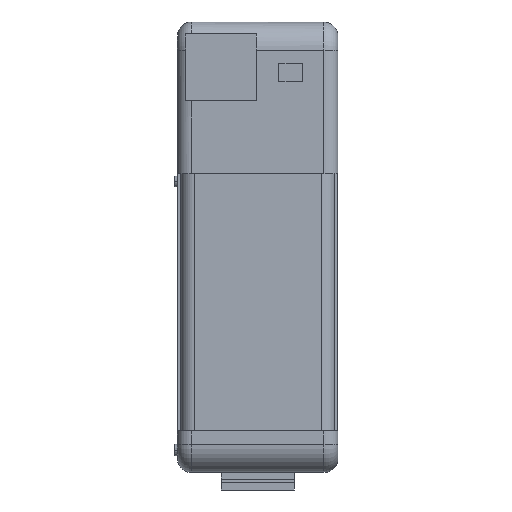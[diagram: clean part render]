
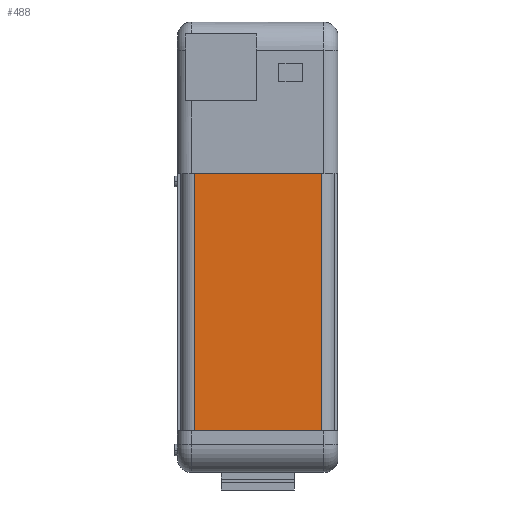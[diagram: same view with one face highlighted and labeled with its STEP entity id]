
A CAD part, front view. The second image highlights one B-rep face of the part: STEP entity #488.
In plain terms, the highlighted planar face has unit normal (0, -1, 0).
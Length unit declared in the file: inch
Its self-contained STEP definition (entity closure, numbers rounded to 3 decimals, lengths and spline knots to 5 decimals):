
#38 = EDGE_CURVE ( 'NONE', #11295, #15429, #1221, .T. ) ;
#191 = EDGE_CURVE ( 'NONE', #13660, #10726, #7179, .T. ) ;
#488 = ADVANCED_FACE ( 'NONE', ( #7353 ), #1511, .T. ) ;
#829 = AXIS2_PLACEMENT_3D ( 'NONE', #2802, #11402, #4033 ) ;
#1221 = LINE ( 'NONE', #8296, #4495 ) ;
#1511 = PLANE ( 'NONE',  #829 ) ;
#2802 = CARTESIAN_POINT ( 'NONE',  ( 0.5625, -2.9225, 0.655 ) ) ;
#3067 = ORIENTED_EDGE ( 'NONE', *, *, #13570, .F. ) ;
#3639 = CARTESIAN_POINT ( 'NONE',  ( 0.5625, -2.9225, -1.63 ) ) ;
#4033 = DIRECTION ( 'NONE',  ( 0., 0., -1. ) ) ;
#4495 = VECTOR ( 'NONE', #15677, 39.37008 ) ;
#4520 = ORIENTED_EDGE ( 'NONE', *, *, #191, .F. ) ;
#4633 = DIRECTION ( 'NONE',  ( 0., 0., -1. ) ) ;
#5274 = EDGE_CURVE ( 'NONE', #13660, #11295, #6031, .T. ) ;
#5881 = CARTESIAN_POINT ( 'NONE',  ( -0.5625, -2.9225, 0.655 ) ) ;
#6031 = LINE ( 'NONE', #6219, #12594 ) ;
#6219 = CARTESIAN_POINT ( 'NONE',  ( 0.5625, -2.9225, 0.655 ) ) ;
#6601 = CARTESIAN_POINT ( 'NONE',  ( -0.5625, -2.9225, -1.63 ) ) ;
#7179 = LINE ( 'NONE', #13247, #10484 ) ;
#7266 = DIRECTION ( 'NONE',  ( -1., 0., 0. ) ) ;
#7353 = FACE_OUTER_BOUND ( 'NONE', #13390, .T. ) ;
#8219 = VECTOR ( 'NONE', #7266, 39.37008 ) ;
#8296 = CARTESIAN_POINT ( 'NONE',  ( -0.5625, -2.9225, 0.655 ) ) ;
#9710 = CARTESIAN_POINT ( 'NONE',  ( 0.5625, -2.9225, -1.63 ) ) ;
#10484 = VECTOR ( 'NONE', #4633, 39.37008 ) ;
#10726 = VERTEX_POINT ( 'NONE', #3639 ) ;
#11295 = VERTEX_POINT ( 'NONE', #5881 ) ;
#11402 = DIRECTION ( 'NONE',  ( 0., -1., 0. ) ) ;
#12278 = CARTESIAN_POINT ( 'NONE',  ( 0.5625, -2.9225, 0.655 ) ) ;
#12594 = VECTOR ( 'NONE', #14877, 39.37008 ) ;
#13247 = CARTESIAN_POINT ( 'NONE',  ( 0.5625, -2.9225, 0.655 ) ) ;
#13390 = EDGE_LOOP ( 'NONE', ( #3067, #4520, #14607, #13701 ) ) ;
#13570 = EDGE_CURVE ( 'NONE', #10726, #15429, #14399, .T. ) ;
#13660 = VERTEX_POINT ( 'NONE', #12278 ) ;
#13701 = ORIENTED_EDGE ( 'NONE', *, *, #38, .T. ) ;
#14399 = LINE ( 'NONE', #9710, #8219 ) ;
#14607 = ORIENTED_EDGE ( 'NONE', *, *, #5274, .T. ) ;
#14877 = DIRECTION ( 'NONE',  ( -1., 0., 0. ) ) ;
#15429 = VERTEX_POINT ( 'NONE', #6601 ) ;
#15677 = DIRECTION ( 'NONE',  ( 0., 0., -1. ) ) ;
